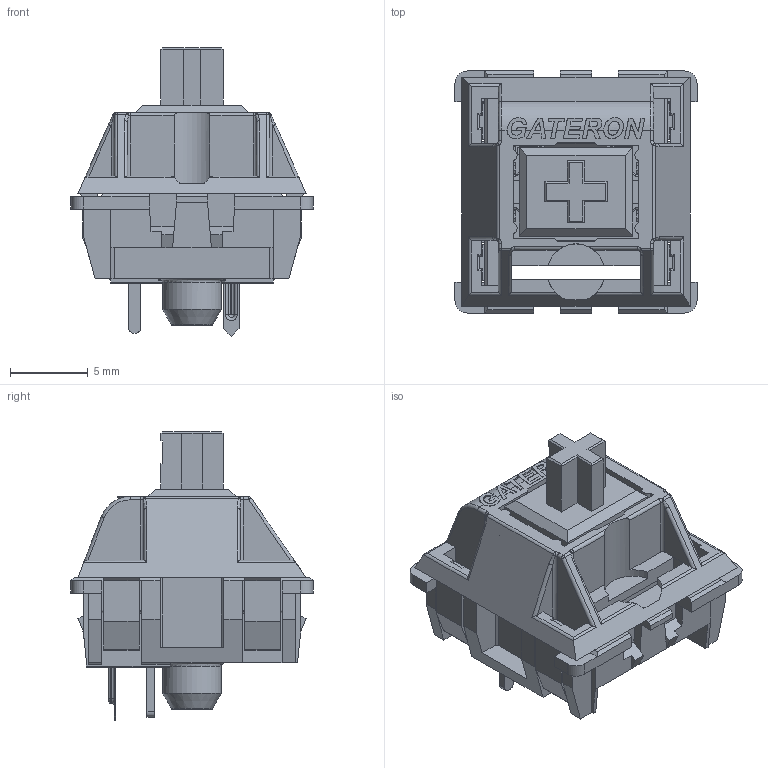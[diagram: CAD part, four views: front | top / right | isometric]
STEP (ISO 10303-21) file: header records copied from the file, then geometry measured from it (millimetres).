
FILE_DESCRIPTION(/* description */ (''),/* implementation_level */ '2;1');
FILE_NAME(/* name */ 'cherry_mx_gateron_SMD.step',/* time_stamp */ '2021-06-01T11:52:06+09:00',/* author */ (''),/* organization */ (''),/* preprocessor_version */ 'ST-DEVELOPER v18.1',/* originating_system */ 'Autodesk Translation Framework v10.9.0.1377',/* authorisation */ '');
FILE_SCHEMA (('AUTOMOTIVE_DESIGN { 1 0 10303 214 3 1 1 }'));
Products named in the file (7): cherry_mx_gateron_SMD; MX_DOWN; MX_UP; UP_MX; MX_PIN; MX_SPRING; MX_CLICK
Assembly tree (6 placements, depth 2):
  cherry_mx_gateron_SMD
    MX_DOWN
    MX_UP
    UP_MX
    MX_PIN
    MX_SPRING
    MX_CLICK
Bounding box: 15.6 x 15.6 x 18.6 mm (x, y, z)
Volume: 969.4 mm3; surface area: 3174.4 mm2
Topology: 7 solids, 7 shells, 1020 faces, 2744 edges, 1747 vertices
Faces by surface type: plane 642, cylinder 241, bspline 85, torus 26, sphere 22, cone 4
Full cylindrical faces by diameter (mm): 1.2 x1, 1.6 x3, 2 x1, 2.6 x1, 3.2 x1, 3.8 x1, 4.8 x1
Entity records: 46911 total; most frequent: CARTESIAN_POINT 21318, ORIENTED_EDGE 5488, DIRECTION 5009, EDGE_CURVE 2744, LINE 2031, VECTOR 2031, VERTEX_POINT 1747, AXIS2_PLACEMENT_3D 1489
